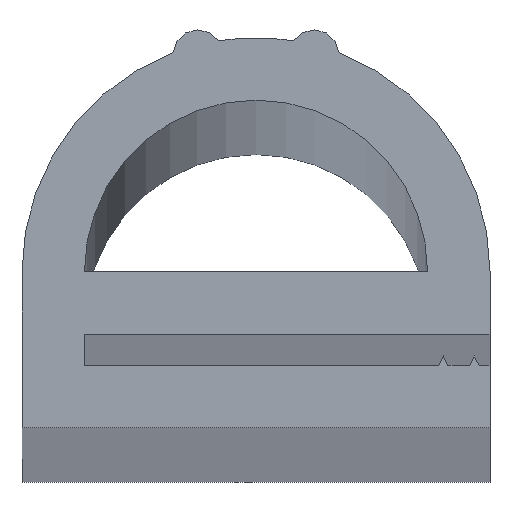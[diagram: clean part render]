
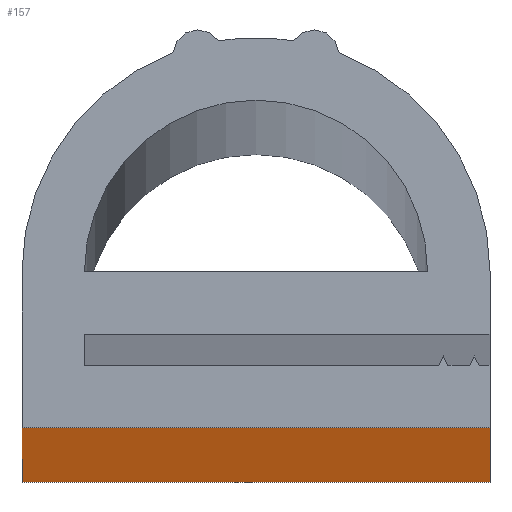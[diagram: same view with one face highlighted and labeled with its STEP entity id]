
A CAD part, top view. The second image highlights one B-rep face of the part: STEP entity #157.
In plain terms, the highlighted planar face has unit normal (0, -1, 0).
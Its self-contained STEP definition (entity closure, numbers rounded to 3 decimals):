
#1 = ORIENTED_EDGE ( 'NONE', *, *, #108, .T. ) ;
#9 = ORIENTED_EDGE ( 'NONE', *, *, #86, .F. ) ;
#10 = EDGE_LOOP ( 'NONE', ( #158, #111, #9, #1 ) ) ;
#14 = EDGE_CURVE ( 'NONE', #152, #18, #282, .T. ) ;
#18 = VERTEX_POINT ( 'NONE', #348 ) ;
#44 = VERTEX_POINT ( 'NONE', #296 ) ;
#86 = EDGE_CURVE ( 'NONE', #44, #152, #541, .T. ) ;
#108 = EDGE_CURVE ( 'NONE', #44, #125, #592, .T. ) ;
#111 = ORIENTED_EDGE ( 'NONE', *, *, #14, .F. ) ;
#116 = EDGE_CURVE ( 'NONE', #125, #18, #477, .T. ) ;
#125 = VERTEX_POINT ( 'NONE', #496 ) ;
#152 = VERTEX_POINT ( 'NONE', #468 ) ;
#157 = ADVANCED_FACE ( 'NONE', ( #453 ), #538, .F. ) ;
#158 = ORIENTED_EDGE ( 'NONE', *, *, #116, .T. ) ;
#282 = LINE ( 'NONE', #292, #291 ) ;
#290 = DIRECTION ( 'NONE',  ( 0., 0., -1. ) ) ;
#291 = VECTOR ( 'NONE', #290, 1000. ) ;
#292 = CARTESIAN_POINT ( 'NONE',  ( 7.5, 0., 500. ) ) ;
#296 = CARTESIAN_POINT ( 'NONE',  ( -7.5, 0., 500. ) ) ;
#348 = CARTESIAN_POINT ( 'NONE',  ( 7.5, 0., -500. ) ) ;
#449 = CARTESIAN_POINT ( 'NONE',  ( -7.5, 0., 500. ) ) ;
#453 = FACE_OUTER_BOUND ( 'NONE', #10, .T. ) ;
#468 = CARTESIAN_POINT ( 'NONE',  ( 7.5, 0., 500. ) ) ;
#476 = CARTESIAN_POINT ( 'NONE',  ( -7.5, 0., -500. ) ) ;
#477 = LINE ( 'NONE', #476, #500 ) ;
#496 = CARTESIAN_POINT ( 'NONE',  ( -7.5, 0., -500. ) ) ;
#499 = DIRECTION ( 'NONE',  ( 1., 0., 0. ) ) ;
#500 = VECTOR ( 'NONE', #499, 1000. ) ;
#532 = AXIS2_PLACEMENT_3D ( 'NONE', #449, #612, #611 ) ;
#538 = PLANE ( 'NONE',  #532 ) ;
#541 = LINE ( 'NONE', #598, #597 ) ;
#589 = DIRECTION ( 'NONE',  ( 0., 0., -1. ) ) ;
#590 = VECTOR ( 'NONE', #589, 1000. ) ;
#591 = CARTESIAN_POINT ( 'NONE',  ( -7.5, 0., 500. ) ) ;
#592 = LINE ( 'NONE', #591, #590 ) ;
#596 = DIRECTION ( 'NONE',  ( 1., 0., 0. ) ) ;
#597 = VECTOR ( 'NONE', #596, 1000. ) ;
#598 = CARTESIAN_POINT ( 'NONE',  ( -7.5, 0., 500. ) ) ;
#611 = DIRECTION ( 'NONE',  ( 0., 0., 1. ) ) ;
#612 = DIRECTION ( 'NONE',  ( 0., 1., 0. ) ) ;
